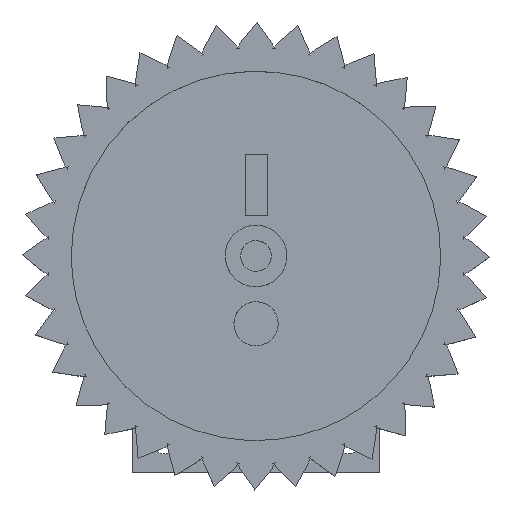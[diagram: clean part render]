
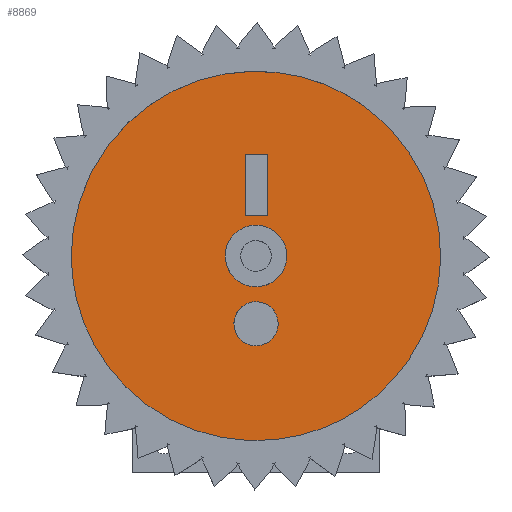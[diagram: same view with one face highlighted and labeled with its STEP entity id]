
A CAD part, top view. The second image highlights one B-rep face of the part: STEP entity #8869.
In plain terms, the highlighted free-form (B-spline) face has degree [1, 1] with [2, 2] control points.
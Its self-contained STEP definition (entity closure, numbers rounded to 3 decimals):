
#7957 = VERTEX_POINT('',#7958);
#7958 = CARTESIAN_POINT('',(-5.803,0.,2.902));
#7963 = EDGE_CURVE('',#7957,#7957,#7964,.T.);
#7964 = ( BOUNDED_CURVE() B_SPLINE_CURVE(2,(#7965,#7966,#7967,#7968,
#7969,#7970,#7971),.UNSPECIFIED.,.T.,.F.) B_SPLINE_CURVE_WITH_KNOTS((1,2
    ,2,2,2,1),(-2.094,0.,2.094,4.189,
6.283,8.378),.UNSPECIFIED.) CURVE() 
GEOMETRIC_REPRESENTATION_ITEM() RATIONAL_B_SPLINE_CURVE((1.,0.5,1.,0.5,
1.,0.5,1.)) REPRESENTATION_ITEM('') );
#7965 = CARTESIAN_POINT('',(-5.803,0.,2.902));
#7966 = CARTESIAN_POINT('',(-5.803,10.051,
    2.902));
#7967 = CARTESIAN_POINT('',(2.902,5.026,2.902
    ));
#7968 = CARTESIAN_POINT('',(11.606,0.,
    2.902));
#7969 = CARTESIAN_POINT('',(2.902,-5.026,
    2.902));
#7970 = CARTESIAN_POINT('',(-5.803,-10.051,
    2.902));
#7971 = CARTESIAN_POINT('',(-5.803,0.,2.902));
#8785 = EDGE_CURVE('',#8786,#8788,#8790,.T.);
#8786 = VERTEX_POINT('',#8787);
#8787 = CARTESIAN_POINT('',(0.374,3.186,2.902
    ));
#8788 = VERTEX_POINT('',#8789);
#8789 = CARTESIAN_POINT('',(-0.333,3.186,2.902
    ));
#8790 = B_SPLINE_CURVE_WITH_KNOTS('',1,(#8791,#8792),.UNSPECIFIED.,.F.,
  .F.,(2,2),(-0.559,0.172),.PIECEWISE_BEZIER_KNOTS.);
#8791 = CARTESIAN_POINT('',(0.374,3.186,2.902
    ));
#8792 = CARTESIAN_POINT('',(-0.333,3.186,2.902
    ));
#8813 = EDGE_CURVE('',#8814,#8786,#8816,.T.);
#8814 = VERTEX_POINT('',#8815);
#8815 = CARTESIAN_POINT('',(0.374,1.279,2.902
    ));
#8816 = B_SPLINE_CURVE_WITH_KNOTS('',1,(#8817,#8818),.UNSPECIFIED.,.F.,
  .F.,(2,2),(-0.325,1.647),.PIECEWISE_BEZIER_KNOTS.);
#8817 = CARTESIAN_POINT('',(0.374,1.279,2.902
    ));
#8818 = CARTESIAN_POINT('',(0.374,3.186,2.902
    ));
#8835 = EDGE_CURVE('',#8836,#8814,#8838,.T.);
#8836 = VERTEX_POINT('',#8837);
#8837 = CARTESIAN_POINT('',(-0.333,1.279,2.902
    ));
#8838 = B_SPLINE_CURVE_WITH_KNOTS('',1,(#8839,#8840),.UNSPECIFIED.,.F.,
  .F.,(2,2),(-0.538,0.194),.PIECEWISE_BEZIER_KNOTS.);
#8839 = CARTESIAN_POINT('',(-0.333,1.279,2.902
    ));
#8840 = CARTESIAN_POINT('',(0.374,1.279,2.902
    ));
#8857 = EDGE_CURVE('',#8788,#8836,#8858,.T.);
#8858 = B_SPLINE_CURVE_WITH_KNOTS('',1,(#8859,#8860),.UNSPECIFIED.,.F.,
  .F.,(2,2),(-2.633,-0.661),.PIECEWISE_BEZIER_KNOTS.);
#8859 = CARTESIAN_POINT('',(-0.333,3.186,2.902
    ));
#8860 = CARTESIAN_POINT('',(-0.333,1.279,2.902
    ));
#8869 = ADVANCED_FACE('',(#8870,#8873,#8887,#8901),#8907,.F.);
#8870 = FACE_BOUND('',#8871,.F.);
#8871 = EDGE_LOOP('',(#8872));
#8872 = ORIENTED_EDGE('',*,*,#7963,.T.);
#8873 = FACE_BOUND('',#8874,.F.);
#8874 = EDGE_LOOP('',(#8875));
#8875 = ORIENTED_EDGE('',*,*,#8876,.T.);
#8876 = EDGE_CURVE('',#8877,#8877,#8879,.T.);
#8877 = VERTEX_POINT('',#8878);
#8878 = CARTESIAN_POINT('',(-0.694,-2.129,
    2.902));
#8879 = ( BOUNDED_CURVE() B_SPLINE_CURVE(2,(#8880,#8881,#8882,#8883,
#8884,#8885,#8886),.UNSPECIFIED.,.T.,.F.) B_SPLINE_CURVE_WITH_KNOTS((1,2
    ,2,2,2,1),(-2.094,0.,2.094,4.189,
6.283,8.378),.UNSPECIFIED.) CURVE() 
GEOMETRIC_REPRESENTATION_ITEM() RATIONAL_B_SPLINE_CURVE((1.,0.5,1.,0.5,
1.,0.5,1.)) REPRESENTATION_ITEM('') );
#8880 = CARTESIAN_POINT('',(-0.694,-2.129,
    2.902));
#8881 = CARTESIAN_POINT('',(-0.694,-3.332,
    2.902));
#8882 = CARTESIAN_POINT('',(0.347,-2.731,
    2.902));
#8883 = CARTESIAN_POINT('',(1.389,-2.129,
    2.902));
#8884 = CARTESIAN_POINT('',(0.347,-1.528,
    2.902));
#8885 = CARTESIAN_POINT('',(-0.694,-0.926,
    2.902));
#8886 = CARTESIAN_POINT('',(-0.694,-2.129,
    2.902));
#8887 = FACE_BOUND('',#8888,.F.);
#8888 = EDGE_LOOP('',(#8889));
#8889 = ORIENTED_EDGE('',*,*,#8890,.F.);
#8890 = EDGE_CURVE('',#8891,#8891,#8893,.T.);
#8891 = VERTEX_POINT('',#8892);
#8892 = CARTESIAN_POINT('',(-0.967,0.,2.902));
#8893 = ( BOUNDED_CURVE() B_SPLINE_CURVE(2,(#8894,#8895,#8896,#8897,
#8898,#8899,#8900),.UNSPECIFIED.,.T.,.F.) B_SPLINE_CURVE_WITH_KNOTS((1,2
    ,2,2,2,1),(-2.094,0.,2.094,4.189,
6.283,8.378),.UNSPECIFIED.) CURVE() 
GEOMETRIC_REPRESENTATION_ITEM() RATIONAL_B_SPLINE_CURVE((1.,0.5,1.,0.5,
1.,0.5,1.)) REPRESENTATION_ITEM('') );
#8894 = CARTESIAN_POINT('',(-0.967,0.,2.902));
#8895 = CARTESIAN_POINT('',(-0.967,1.675,
    2.902));
#8896 = CARTESIAN_POINT('',(0.484,0.838,2.902
    ));
#8897 = CARTESIAN_POINT('',(1.934,0.,
    2.902));
#8898 = CARTESIAN_POINT('',(0.484,-0.838,
    2.902));
#8899 = CARTESIAN_POINT('',(-0.967,-1.675,
    2.902));
#8900 = CARTESIAN_POINT('',(-0.967,0.,2.902));
#8901 = FACE_BOUND('',#8902,.F.);
#8902 = EDGE_LOOP('',(#8903,#8904,#8905,#8906));
#8903 = ORIENTED_EDGE('',*,*,#8813,.T.);
#8904 = ORIENTED_EDGE('',*,*,#8785,.T.);
#8905 = ORIENTED_EDGE('',*,*,#8857,.T.);
#8906 = ORIENTED_EDGE('',*,*,#8835,.T.);
#8907 = B_SPLINE_SURFACE_WITH_KNOTS('',1,1,(
    (#8908,#8909)
    ,(#8910,#8911
    )),.UNSPECIFIED.,.F.,.F.,.F.,(2,2),(2,2),(-6.,6.),(-6.,6.),
  .PIECEWISE_BEZIER_KNOTS.);
#8908 = CARTESIAN_POINT('',(5.803,-5.803,
    2.902));
#8909 = CARTESIAN_POINT('',(5.803,5.803,2.902
    ));
#8910 = CARTESIAN_POINT('',(-5.803,-5.803,
    2.902));
#8911 = CARTESIAN_POINT('',(-5.803,5.803,
    2.902));
